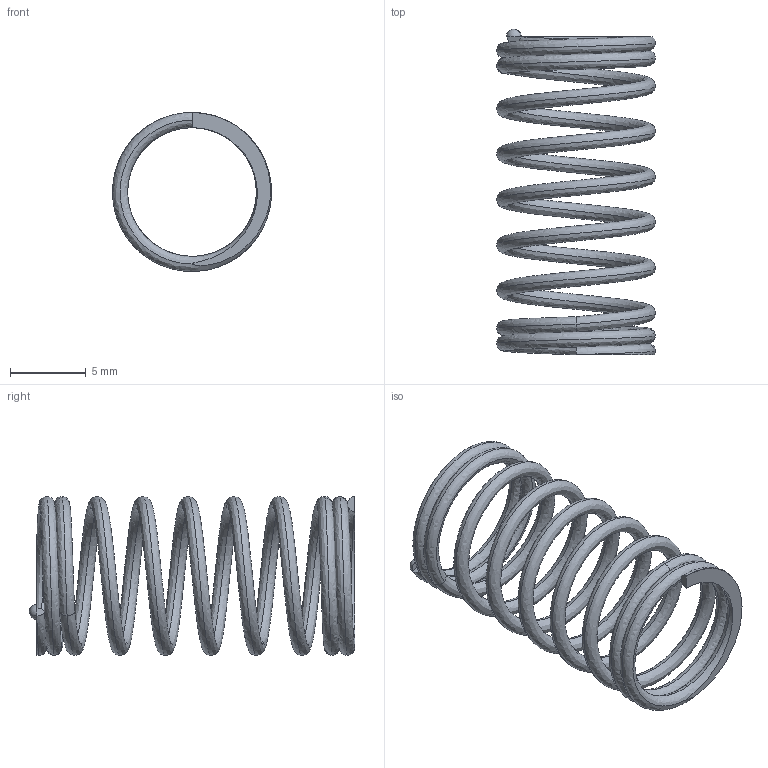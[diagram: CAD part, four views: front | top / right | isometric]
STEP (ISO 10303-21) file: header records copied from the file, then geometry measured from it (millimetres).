
FILE_DESCRIPTION (( 'STEP AP203' ), '1' );
FILE_NAME ('W0003510-017-Spring 54.STEP', '2024-05-27T12:23:09', ( '' ), ( '' ), 'SwSTEP 2.0', 'SolidWorks 2024', '' );
FILE_SCHEMA (( 'CONFIG_CONTROL_DESIGN' ));
Length unit declared in the file: millimetre
Products named in the file (1): W0003510-017-Spring 54
Bounding box: 10.5 x 21.5 x 10.5 mm (x, y, z)
Volume: 221.8 mm3; surface area: 903.4 mm2
Topology: 1 solids, 1 shells, 17 faces, 36 edges, 19 vertices
Faces by surface type: bspline 10, plane 5, sphere 2
Entity records: 4123 total; most frequent: CARTESIAN_POINT 3775, ORIENTED_EDGE 64, DIRECTION 50, EDGE_CURVE 32, AXIS2_PLACEMENT_3D 24, ADVANCED_FACE 17, VERTEX_POINT 17, FACE_OUTER_BOUND 17
